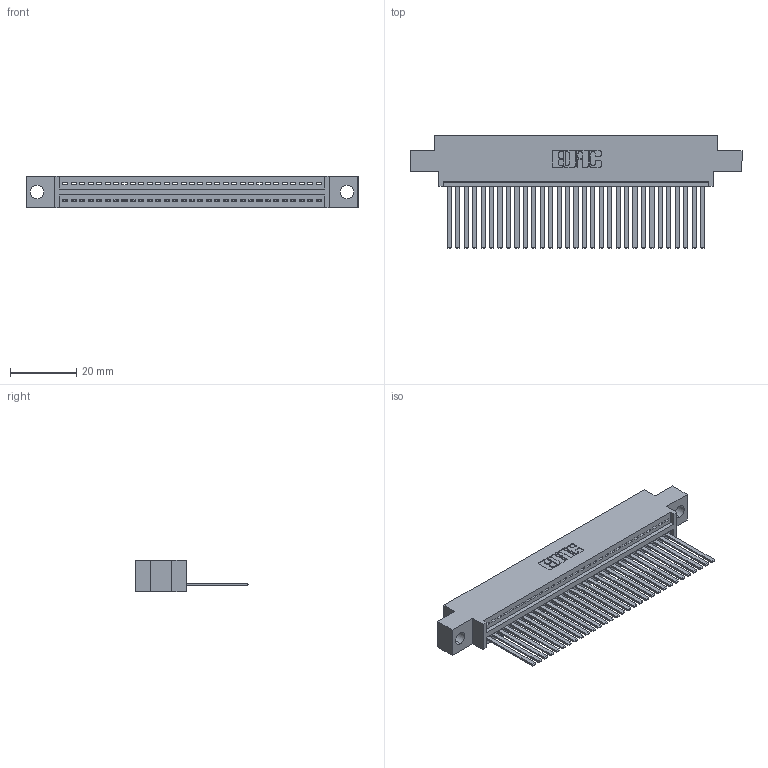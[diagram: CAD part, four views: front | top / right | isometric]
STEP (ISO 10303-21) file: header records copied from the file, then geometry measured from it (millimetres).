
FILE_DESCRIPTION (( 'STEP AP203' ), '1' );
FILE_NAME ('395-031-544-604.STEP', '2021-05-31T14:46:11', ( '' ), ( '' ), 'SwSTEP 2.0', 'SolidWorks 2020', '' );
FILE_SCHEMA (( 'CONFIG_CONTROL_DESIGN' ));
Length unit declared in the file: inch
Products named in the file (3): 345-292-001_345-293-144; 395-031-544-604; 345 Part_0.170 Offset - 0.156 Dia-TI
Assembly tree (32 placements, depth 2):
  395-031-544-604
    345 Part_0.170 Offset - 0.156 Dia-TI
    345-292-001_345-293-144  x31
Bounding box: 99.95 x 33.96 x 9.4 mm (x, y, z)
Volume: 9542.8 mm3; surface area: 13578.9 mm2
Topology: 32 solids, 32 shells, 1756 faces, 5287 edges, 3482 vertices
Faces by surface type: plane 1214, cylinder 542
Entity records: 25179 total; most frequent: CARTESIAN_POINT 4371, ORIENTED_EDGE 4334, DIRECTION 3829, EDGE_CURVE 2167, VECTOR 1915, LINE 1915, VERTEX_POINT 1442, AXIS2_PLACEMENT_3D 957
